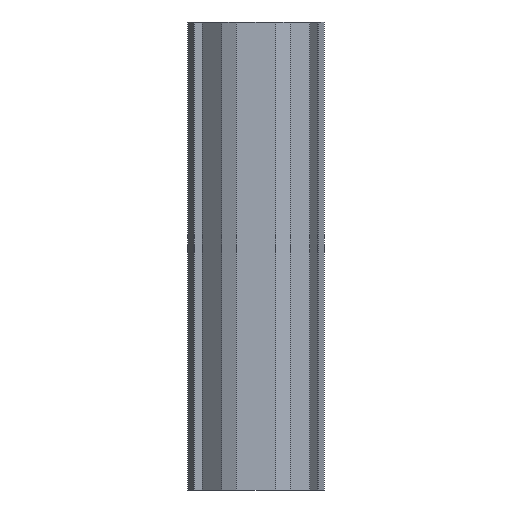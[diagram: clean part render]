
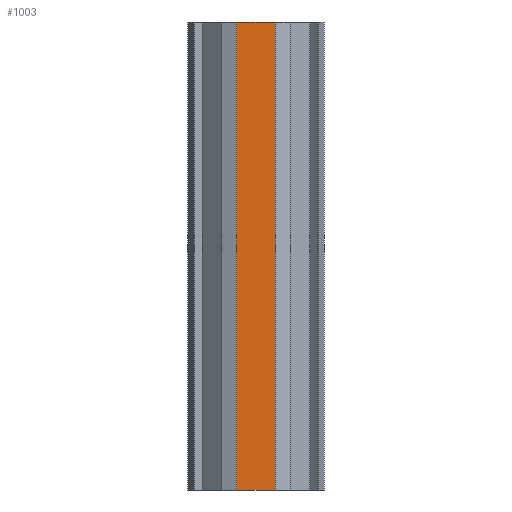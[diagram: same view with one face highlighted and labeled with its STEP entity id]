
A CAD part, left-side view. The second image highlights one B-rep face of the part: STEP entity #1003.
In plain terms, the highlighted planar face has unit normal (-1, 0, 0).
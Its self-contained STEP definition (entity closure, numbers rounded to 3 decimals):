
#20=FACE_OUTER_BOUND('',#71,.T.);
#71=EDGE_LOOP('',(#659,#660,#661,#662));
#124=LINE('',#1378,#269);
#125=LINE('',#1380,#270);
#126=LINE('',#1382,#271);
#127=LINE('',#1383,#272);
#269=VECTOR('',#1125,1.);
#270=VECTOR('',#1126,1.);
#271=VECTOR('',#1127,1.);
#272=VECTOR('',#1128,1.);
#414=VERTEX_POINT('',#1376);
#415=VERTEX_POINT('',#1377);
#416=VERTEX_POINT('',#1379);
#417=VERTEX_POINT('',#1381);
#512=EDGE_CURVE('',#414,#415,#124,.T.);
#513=EDGE_CURVE('',#416,#414,#125,.T.);
#514=EDGE_CURVE('',#416,#417,#126,.T.);
#515=EDGE_CURVE('',#415,#417,#127,.T.);
#659=ORIENTED_EDGE('',*,*,#512,.F.);
#660=ORIENTED_EDGE('',*,*,#513,.F.);
#661=ORIENTED_EDGE('',*,*,#514,.T.);
#662=ORIENTED_EDGE('',*,*,#515,.F.);
#953=PLANE('',#1068);
#1003=ADVANCED_FACE('',(#20),#953,.T.);
#1068=AXIS2_PLACEMENT_3D('',#1375,#1123,#1124);
#1123=DIRECTION('center_axis',(-1.,0.,0.));
#1124=DIRECTION('ref_axis',(0.,1.,0.));
#1125=DIRECTION('',(0.,0.,-1.));
#1126=DIRECTION('',(0.,-1.,0.));
#1127=DIRECTION('',(0.,0.,-1.));
#1128=DIRECTION('',(0.,1.,0.));
#1375=CARTESIAN_POINT('Origin',(-1402.,120.876,336.426));
#1376=CARTESIAN_POINT('',(-1402.,121.026,336.426));
#1377=CARTESIAN_POINT('',(-1402.,121.026,219.426));
#1378=CARTESIAN_POINT('',(-1402.,121.026,336.426));
#1379=CARTESIAN_POINT('',(-1402.,130.626,336.426));
#1380=CARTESIAN_POINT('',(-1402.,130.776,336.426));
#1381=CARTESIAN_POINT('',(-1402.,130.626,219.426));
#1382=CARTESIAN_POINT('',(-1402.,130.626,336.426));
#1383=CARTESIAN_POINT('',(-1402.,130.776,219.426));
